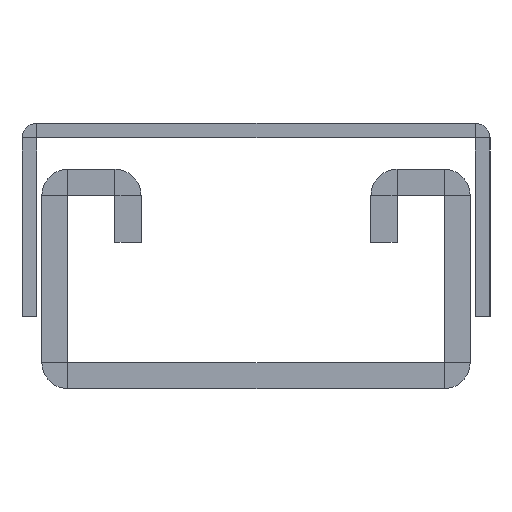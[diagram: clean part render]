
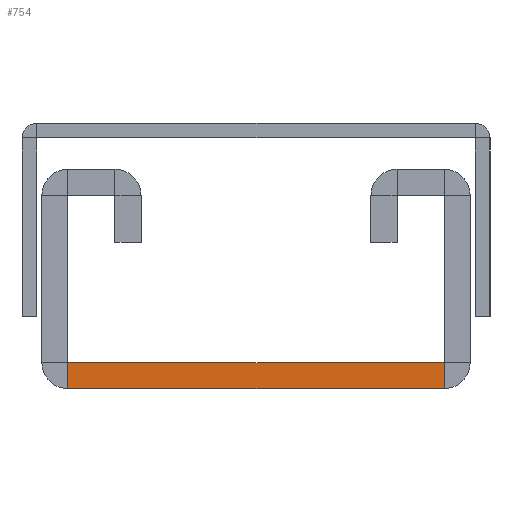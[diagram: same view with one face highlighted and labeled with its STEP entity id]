
A CAD part, left-side view. The second image highlights one B-rep face of the part: STEP entity #754.
In plain terms, the highlighted planar face has unit normal (-1, 0, 0).
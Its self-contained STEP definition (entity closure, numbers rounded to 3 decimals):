
#23 = AXIS2_PLACEMENT_3D ( 'NONE', #3641, #2354, #2736 ) ;
#69 = CARTESIAN_POINT ( 'NONE',  ( 0., 18., 0. ) ) ;
#269 = ORIENTED_EDGE ( 'NONE', *, *, #2218, .F. ) ;
#309 = EDGE_CURVE ( 'NONE', #3325, #4089, #2941, .T. ) ;
#429 = CARTESIAN_POINT ( 'NONE',  ( 0., -18., 2.5 ) ) ;
#584 = FACE_OUTER_BOUND ( 'NONE', #3049, .T. ) ;
#605 = CARTESIAN_POINT ( 'NONE',  ( 0., -18., 0. ) ) ;
#659 = VECTOR ( 'NONE', #2445, 1000. ) ;
#661 = CARTESIAN_POINT ( 'NONE',  ( 0., 0., 0. ) ) ;
#754 = ADVANCED_FACE ( 'NONE', ( #584 ), #2998, .T. ) ;
#1003 = CARTESIAN_POINT ( 'NONE',  ( 0., -18., 2.5 ) ) ;
#1125 = ORIENTED_EDGE ( 'NONE', *, *, #309, .T. ) ;
#1177 = LINE ( 'NONE', #429, #659 ) ;
#1254 = ORIENTED_EDGE ( 'NONE', *, *, #4288, .T. ) ;
#1338 = LINE ( 'NONE', #661, #2569 ) ;
#1642 = LINE ( 'NONE', #2981, #1808 ) ;
#1808 = VECTOR ( 'NONE', #4309, 1000. ) ;
#2150 = VECTOR ( 'NONE', #2624, 1000. ) ;
#2207 = CARTESIAN_POINT ( 'NONE',  ( 0., 0., 2.5 ) ) ;
#2218 = EDGE_CURVE ( 'NONE', #3325, #3194, #1177, .T. ) ;
#2354 = DIRECTION ( 'NONE',  ( -1., 0., 0. ) ) ;
#2391 = DIRECTION ( 'NONE',  ( 0., 1., 0. ) ) ;
#2445 = DIRECTION ( 'NONE',  ( 0., 0., -1. ) ) ;
#2569 = VECTOR ( 'NONE', #2391, 1000. ) ;
#2624 = DIRECTION ( 'NONE',  ( 0., 1., 0. ) ) ;
#2736 = DIRECTION ( 'NONE',  ( 0., -1., 0. ) ) ;
#2941 = LINE ( 'NONE', #2207, #2150 ) ;
#2981 = CARTESIAN_POINT ( 'NONE',  ( 0., 18., 2.5 ) ) ;
#2998 = PLANE ( 'NONE',  #23 ) ;
#3049 = EDGE_LOOP ( 'NONE', ( #1125, #1254, #3640, #269 ) ) ;
#3194 = VERTEX_POINT ( 'NONE', #605 ) ;
#3325 = VERTEX_POINT ( 'NONE', #1003 ) ;
#3480 = CARTESIAN_POINT ( 'NONE',  ( 0., 18., 2.5 ) ) ;
#3640 = ORIENTED_EDGE ( 'NONE', *, *, #3661, .F. ) ;
#3641 = CARTESIAN_POINT ( 'NONE',  ( 0., 13.5, 18.5 ) ) ;
#3661 = EDGE_CURVE ( 'NONE', #3194, #3811, #1338, .T. ) ;
#3811 = VERTEX_POINT ( 'NONE', #69 ) ;
#4089 = VERTEX_POINT ( 'NONE', #3480 ) ;
#4288 = EDGE_CURVE ( 'NONE', #4089, #3811, #1642, .T. ) ;
#4309 = DIRECTION ( 'NONE',  ( 0., 0., -1. ) ) ;
